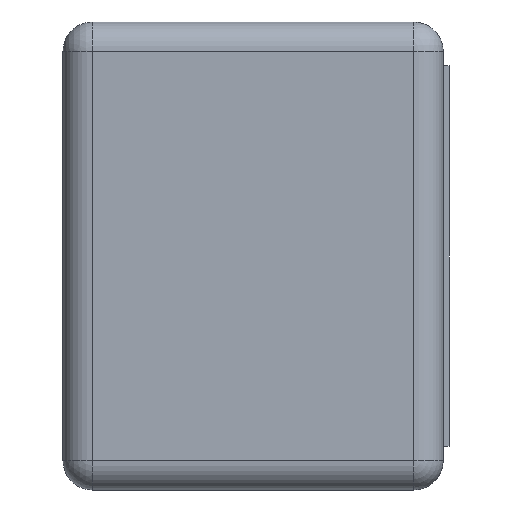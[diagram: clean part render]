
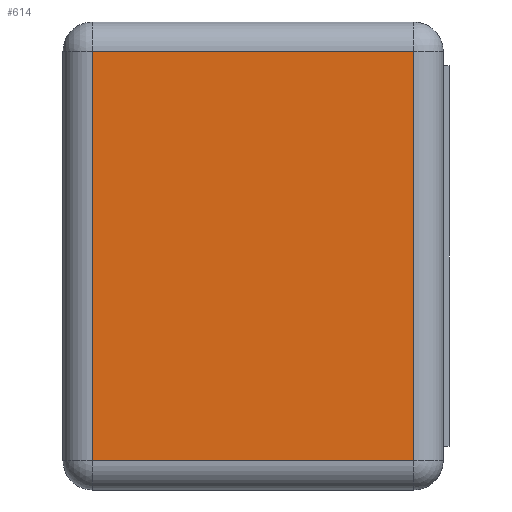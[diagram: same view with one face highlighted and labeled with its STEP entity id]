
A CAD part, left-side view. The second image highlights one B-rep face of the part: STEP entity #614.
In plain terms, the highlighted planar face has unit normal (-1, 0, 0).
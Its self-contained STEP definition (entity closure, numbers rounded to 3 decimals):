
#95 = FACE_OUTER_BOUND ( 'NONE', #508, .T. ) ;
#116 = CARTESIAN_POINT ( 'NONE',  ( -0.8, 0.65, -0.35 ) ) ;
#177 = LINE ( 'NONE', #1066, #1038 ) ;
#218 = PLANE ( 'NONE',  #1412 ) ;
#260 = CARTESIAN_POINT ( 'NONE',  ( -0.8, 0.6, 0.35 ) ) ;
#273 = LINE ( 'NONE', #726, #1326 ) ;
#286 = VERTEX_POINT ( 'NONE', #1049 ) ;
#319 = EDGE_CURVE ( 'NONE', #572, #1184, #1353, .T. ) ;
#329 = CARTESIAN_POINT ( 'NONE',  ( -0.8, 0.65, -0.4 ) ) ;
#378 = ORIENTED_EDGE ( 'NONE', *, *, #1356, .T. ) ;
#446 = DIRECTION ( 'NONE',  ( 1., 0., 0. ) ) ;
#477 = ORIENTED_EDGE ( 'NONE', *, *, #319, .T. ) ;
#492 = ORIENTED_EDGE ( 'NONE', *, *, #1269, .T. ) ;
#508 = EDGE_LOOP ( 'NONE', ( #492, #378, #564, #477 ) ) ;
#554 = DIRECTION ( 'NONE',  ( 0., 0., -1. ) ) ;
#564 = ORIENTED_EDGE ( 'NONE', *, *, #728, .T. ) ;
#572 = VERTEX_POINT ( 'NONE', #1387 ) ;
#614 = ADVANCED_FACE ( 'NONE', ( #95 ), #218, .F. ) ;
#621 = VECTOR ( 'NONE', #1362, 1000. ) ;
#696 = DIRECTION ( 'NONE',  ( 0., 0., 1. ) ) ;
#726 = CARTESIAN_POINT ( 'NONE',  ( -0.8, 0.6, -0.4 ) ) ;
#728 = EDGE_CURVE ( 'NONE', #1361, #572, #273, .T. ) ;
#912 = CARTESIAN_POINT ( 'NONE',  ( -0.8, 0.05, -0.35 ) ) ;
#1038 = VECTOR ( 'NONE', #1291, 1000. ) ;
#1049 = CARTESIAN_POINT ( 'NONE',  ( -0.8, 0.05, 0.35 ) ) ;
#1063 = VECTOR ( 'NONE', #696, 1000. ) ;
#1066 = CARTESIAN_POINT ( 'NONE',  ( -0.8, 0.65, 0.35 ) ) ;
#1121 = LINE ( 'NONE', #1153, #1063 ) ;
#1153 = CARTESIAN_POINT ( 'NONE',  ( -0.8, 0.05, -0.4 ) ) ;
#1184 = VERTEX_POINT ( 'NONE', #912 ) ;
#1269 = EDGE_CURVE ( 'NONE', #1184, #286, #1121, .T. ) ;
#1291 = DIRECTION ( 'NONE',  ( 0., 1., 0. ) ) ;
#1326 = VECTOR ( 'NONE', #1378, 1000. ) ;
#1353 = LINE ( 'NONE', #116, #621 ) ;
#1356 = EDGE_CURVE ( 'NONE', #286, #1361, #177, .T. ) ;
#1361 = VERTEX_POINT ( 'NONE', #260 ) ;
#1362 = DIRECTION ( 'NONE',  ( 0., -1., 0. ) ) ;
#1378 = DIRECTION ( 'NONE',  ( 0., 0., -1. ) ) ;
#1387 = CARTESIAN_POINT ( 'NONE',  ( -0.8, 0.6, -0.35 ) ) ;
#1412 = AXIS2_PLACEMENT_3D ( 'NONE', #329, #446, #554 ) ;
